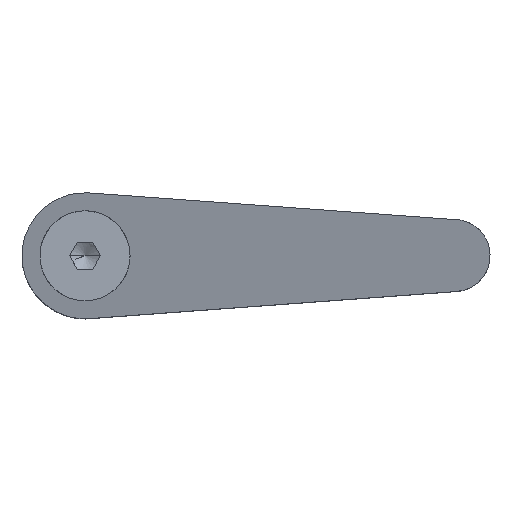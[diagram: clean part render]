
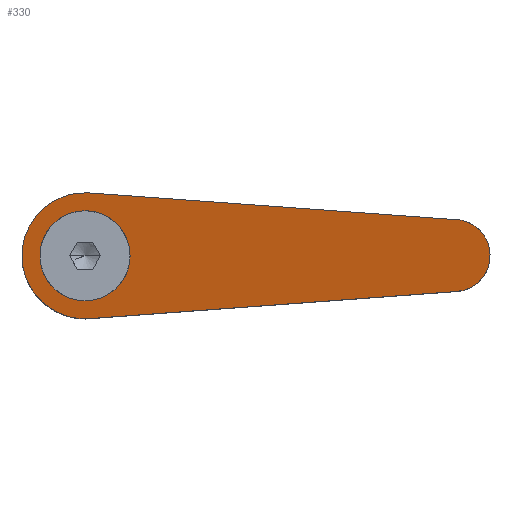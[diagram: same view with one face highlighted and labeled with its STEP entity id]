
A CAD part, top view. The second image highlights one B-rep face of the part: STEP entity #330.
In plain terms, the highlighted planar face has unit normal (-0.28, 0, 0.96).
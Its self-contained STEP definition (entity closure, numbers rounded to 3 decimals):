
#202=VERTEX_POINT('',#552);
#204=VERTEX_POINT('',#554);
#234=EDGE_CURVE('',#420,#202,#589,.T.);
#244=EDGE_CURVE('',#298,#420,#603,.T.);
#274=VERTEX_POINT('',#638);
#298=VERTEX_POINT('',#666);
#330=ADVANCED_FACE('',(#700,#701),#702,.F.);
#336=EDGE_CURVE('',#400,#416,#708,.T.);
#400=VERTEX_POINT('',#776);
#416=VERTEX_POINT('',#793);
#420=VERTEX_POINT('',#797);
#430=EDGE_CURVE('',#202,#298,#807,.T.);
#434=EDGE_CURVE('',#416,#274,#811,.T.);
#456=EDGE_CURVE('',#274,#204,#835,.T.);
#476=EDGE_CURVE('',#204,#514,#857,.T.);
#508=EDGE_CURVE('',#514,#400,#895,.T.);
#514=VERTEX_POINT('',#901);
#552=CARTESIAN_POINT('',(0.,5.0,38.545));
#554=CARTESIAN_POINT('',(41.293,-3.989,50.606));
#589=ELLIPSE('',#984,5.209,5.0);
#603=ELLIPSE('',#1009,5.209,5.0);
#638=CARTESIAN_POINT('',(0.512,-6.981,38.694));
#666=CARTESIAN_POINT('',(-1.548,-4.754,38.092));
#700=FACE_OUTER_BOUND('',#1179,.T.);
#701=FACE_BOUND('',#1180,.T.);
#702=PLANE('',#1181);
#708=ELLIPSE('',#1190,7.293,7.0);
#776=CARTESIAN_POINT('',(0.512,6.981,38.694));
#793=CARTESIAN_POINT('',(-7.,0.,36.5));
#797=CARTESIAN_POINT('',(0.,-5.0,38.545));
#807=ELLIPSE('',#1341,5.209,5.0);
#811=ELLIPSE('',#1348,7.293,7.0);
#835=LINE('',#1383,#1384);
#857=ELLIPSE('',#1412,4.167,4.);
#895=LINE('',#1461,#1462);
#901=CARTESIAN_POINT('',(41.293,3.989,50.606));
#984=AXIS2_PLACEMENT_3D('',#1545,#1546,#1547);
#1009=AXIS2_PLACEMENT_3D('',#1572,#1573,#1574);
#1179=EDGE_LOOP('',(#1698,#1699,#1700,#1701,#1702));
#1180=EDGE_LOOP('',(#1703,#1704,#1705));
#1181=AXIS2_PLACEMENT_3D('',#1706,#1707,#1708);
#1190=AXIS2_PLACEMENT_3D('',#1710,#1711,#1712);
#1341=AXIS2_PLACEMENT_3D('',#1778,#1779,#1780);
#1348=AXIS2_PLACEMENT_3D('',#1782,#1783,#1784);
#1383=CARTESIAN_POINT('',(44.068,-3.786,51.417));
#1384=VECTOR('',#1817,1.0);
#1412=AXIS2_PLACEMENT_3D('',#1843,#1844,#1845);
#1461=CARTESIAN_POINT('',(25.273,5.165,45.927));
#1462=VECTOR('',#1900,1.0);
#1545=CARTESIAN_POINT('',(0.0,0.0,38.545));
#1546=DIRECTION('',(-0.28,0.,0.96));
#1547=DIRECTION('',(-0.96,0.0,-0.28));
#1572=CARTESIAN_POINT('',(0.0,0.0,38.545));
#1573=DIRECTION('',(-0.28,0.,0.96));
#1574=DIRECTION('',(-0.96,0.0,-0.28));
#1698=ORIENTED_EDGE('',*,*,#336,.T.);
#1699=ORIENTED_EDGE('',*,*,#434,.T.);
#1700=ORIENTED_EDGE('',*,*,#456,.T.);
#1701=ORIENTED_EDGE('',*,*,#476,.T.);
#1702=ORIENTED_EDGE('',*,*,#508,.T.);
#1703=ORIENTED_EDGE('',*,*,#244,.F.);
#1704=ORIENTED_EDGE('',*,*,#430,.F.);
#1705=ORIENTED_EDGE('',*,*,#234,.F.);
#1706=CARTESIAN_POINT('',(19.395,0.,44.21));
#1707=DIRECTION('',(0.28,0.,-0.96));
#1708=DIRECTION('',(0.269,0.96,0.079));
#1710=CARTESIAN_POINT('',(0.,0.,38.545));
#1711=DIRECTION('',(-0.28,0.,0.96));
#1712=DIRECTION('',(-0.96,0.,-0.28));
#1778=CARTESIAN_POINT('',(0.0,0.0,38.545));
#1779=DIRECTION('',(-0.28,0.,0.96));
#1780=DIRECTION('',(-0.96,0.0,-0.28));
#1782=CARTESIAN_POINT('',(0.,0.,38.545));
#1783=DIRECTION('',(-0.28,0.,0.96));
#1784=DIRECTION('',(-0.96,0.,-0.28));
#1817=DIRECTION('',(0.958,0.07,0.28));
#1843=CARTESIAN_POINT('',(41.0,0.0,50.521));
#1844=DIRECTION('',(-0.28,0.,0.96));
#1845=DIRECTION('',(0.96,0.,0.28));
#1900=DIRECTION('',(-0.958,0.07,-0.28));
